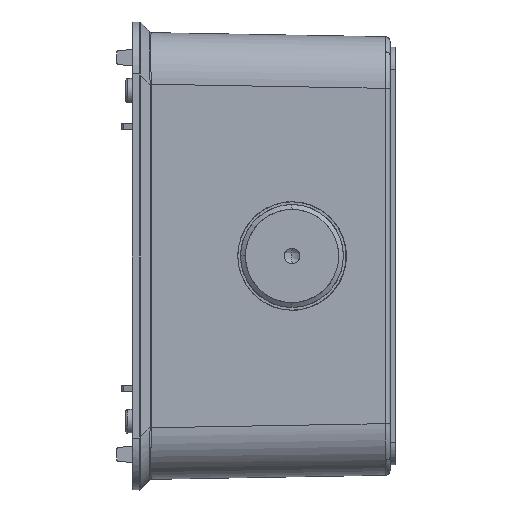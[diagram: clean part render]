
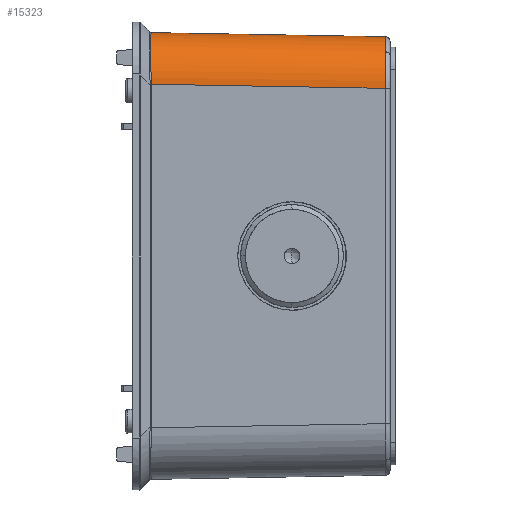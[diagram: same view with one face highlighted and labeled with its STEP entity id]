
A CAD part, left-side view. The second image highlights one B-rep face of the part: STEP entity #15323.
In plain terms, the highlighted cylindrical face has radius 10 mm (diameter 20 mm), a partial arc.
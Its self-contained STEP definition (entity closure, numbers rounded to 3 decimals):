
#385 = CARTESIAN_POINT ( 'NONE',  ( -53.018, 0.978, 42.205 ) ) ;
#573 = CARTESIAN_POINT ( 'NONE',  ( -59.648, 46.37, 38.467 ) ) ;
#826 = CARTESIAN_POINT ( 'NONE',  ( -57.637, 46.372, 40.88 ) ) ;
#1083 = CARTESIAN_POINT ( 'NONE',  ( -60.32, 46.365, 37.127 ) ) ;
#1114 = DIRECTION ( 'NONE',  ( -0.017, 1., 0.017 ) ) ;
#3205 = B_SPLINE_CURVE_WITH_KNOTS ( 'NONE', 3,
 ( #17356, #8844, #41081, #37348, #46127, #25866, #24820, #17085, #4837, #33617, #25343, #37101, #45616, #4577, #5351, #21873, #21338, #826, #12831, #9347, #573, #20831, #42134, #16837, #50120, #41862, #29082, #33351, #33095, #9097, #1083, #49334, #45347, #21090, #49867, #25088 ),
 .UNSPECIFIED., .F., .F.,
 ( 4, 2, 2, 2, 1, 1, 1, 2, 2, 2, 2, 2, 2, 2, 1, 1, 1, 2, 2, 2, 4 ),
 ( 0., 0.125, 0.188, 0.219, 0.234, 0.242, 0.246, 0.248, 0.25, 0.375, 0.5, 0.625, 0.688, 0.719, 0.734, 0.742, 0.746, 0.748, 0.75, 0.875, 1. ),
 .UNSPECIFIED. ) ;
#4496 = CARTESIAN_POINT ( 'NONE',  ( -57.366, 0.975, 39.566 ) ) ;
#4577 = CARTESIAN_POINT ( 'NONE',  ( -54.908, 46.365, 42.528 ) ) ;
#4651 = CARTESIAN_POINT ( 'NONE',  ( -60.005, 0.978, 35.218 ) ) ;
#4837 = CARTESIAN_POINT ( 'NONE',  ( -54.632, 46.363, 42.638 ) ) ;
#4909 = CARTESIAN_POINT ( 'NONE',  ( -58.978, 0.976, 37.625 ) ) ;
#5351 = CARTESIAN_POINT ( 'NONE',  ( -55.444, 46.368, 42.306 ) ) ;
#6378 = ORIENTED_EDGE ( 'NONE', *, *, #33197, .T. ) ;
#7869 = CARTESIAN_POINT ( 'NONE',  ( -60.294, 0.983, 32.496 ) ) ;
#8844 = CARTESIAN_POINT ( 'NONE',  ( -51.694, 46.326, 43.286 ) ) ;
#9097 = CARTESIAN_POINT ( 'NONE',  ( -60.318, 46.365, 37.133 ) ) ;
#9347 = CARTESIAN_POINT ( 'NONE',  ( -59.113, 46.372, 39.289 ) ) ;
#9406 = LINE ( 'NONE', #21402, #10245 ) ;
#10145 = CARTESIAN_POINT ( 'NONE',  ( -50.296, 0.983, 42.494 ) ) ;
#10245 = VECTOR ( 'NONE', #41144, 1000. ) ;
#11864 = CARTESIAN_POINT ( 'NONE',  ( -58.241, 0.975, 38.691 ) ) ;
#12116 = VERTEX_POINT ( 'NONE', #10145 ) ;
#12353 = FACE_OUTER_BOUND ( 'NONE', #28408, .T. ) ;
#12831 = CARTESIAN_POINT ( 'NONE',  ( -58.679, 46.372, 39.838 ) ) ;
#14043 = VERTEX_POINT ( 'NONE', #7869 ) ;
#15323 = ADVANCED_FACE ( 'NONE', ( #12353 ), #45116, .T. ) ;
#15527 = ORIENTED_EDGE ( 'NONE', *, *, #46887, .T. ) ;
#15873 = VERTEX_POINT ( 'NONE', #50025 ) ;
#16112 = CARTESIAN_POINT ( 'NONE',  ( -60.294, 0.98, 33.877 ) ) ;
#16375 = CARTESIAN_POINT ( 'NONE',  ( -56.491, 0.975, 40.441 ) ) ;
#16837 = CARTESIAN_POINT ( 'NONE',  ( -60.086, 46.368, 37.65 ) ) ;
#17085 = CARTESIAN_POINT ( 'NONE',  ( -54.51, 46.362, 42.683 ) ) ;
#17356 = CARTESIAN_POINT ( 'NONE',  ( -51.087, 46.311, 43.286 ) ) ;
#17478 = VERTEX_POINT ( 'NONE', #4496 ) ;
#17525 = VECTOR ( 'NONE', #22836, 1000. ) ;
#20831 = CARTESIAN_POINT ( 'NONE',  ( -59.807, 46.37, 38.193 ) ) ;
#21090 = CARTESIAN_POINT ( 'NONE',  ( -61.031, 46.337, 34.526 ) ) ;
#21160 = CARTESIAN_POINT ( 'NONE',  ( -51.677, 0.98, 42.494 ) ) ;
#21338 = CARTESIAN_POINT ( 'NONE',  ( -57.088, 46.372, 41.313 ) ) ;
#21402 = CARTESIAN_POINT ( 'NONE',  ( -61.126, 48.61, 33.327 ) ) ;
#21873 = CARTESIAN_POINT ( 'NONE',  ( -55.992, 46.37, 42.026 ) ) ;
#22836 = DIRECTION ( 'NONE',  ( -0.017, 1., 0.017 ) ) ;
#23284 = EDGE_CURVE ( 'NONE', #47546, #14043, #9406, .T. ) ;
#24087 = ORIENTED_EDGE ( 'NONE', *, *, #41075, .T. ) ;
#24820 = CARTESIAN_POINT ( 'NONE',  ( -54.266, 46.36, 42.77 ) ) ;
#24846 = CARTESIAN_POINT ( 'NONE',  ( -51.127, 48.785, 33.327 ) ) ;
#25088 = CARTESIAN_POINT ( 'NONE',  ( -61.086, 46.311, 33.287 ) ) ;
#25115 = DIRECTION ( 'NONE',  ( 0., -0.017, 1. ) ) ;
#25343 = CARTESIAN_POINT ( 'NONE',  ( -54.845, 46.364, 42.554 ) ) ;
#25866 = CARTESIAN_POINT ( 'NONE',  ( -54.103, 46.359, 42.823 ) ) ;
#28038 = AXIS2_PLACEMENT_3D ( 'NONE', #24846, #1114, #25115 ) ;
#28408 = EDGE_LOOP ( 'NONE', ( #15527, #24087, #38988, #49974, #6378 ) ) ;
#29082 = CARTESIAN_POINT ( 'NONE',  ( -60.276, 46.365, 37.232 ) ) ;
#30042 = CARTESIAN_POINT ( 'NONE',  ( -51.127, 48.61, 43.326 ) ) ;
#32639 = CARTESIAN_POINT ( 'NONE',  ( -55.425, 0.976, 41.178 ) ) ;
#32905 = CARTESIAN_POINT ( 'NONE',  ( -50.296, 0.983, 42.494 ) ) ;
#33071 = B_SPLINE_CURVE_WITH_KNOTS ( 'NONE', 3,
 ( #36630, #16375, #32639, #385, #21160, #32905 ),
 .UNSPECIFIED., .F., .F.,
 ( 4, 2, 4 ),
 ( 0., 0.5, 1. ),
 .UNSPECIFIED. ) ;
#33090 = EDGE_CURVE ( 'NONE', #14043, #17478, #40705, .T. ) ;
#33095 = CARTESIAN_POINT ( 'NONE',  ( -60.311, 46.365, 37.15 ) ) ;
#33197 = EDGE_CURVE ( 'NONE', #17478, #12116, #33071, .T. ) ;
#33351 = CARTESIAN_POINT ( 'NONE',  ( -60.3, 46.365, 37.175 ) ) ;
#33617 = CARTESIAN_POINT ( 'NONE',  ( -54.774, 46.364, 42.583 ) ) ;
#34181 = CARTESIAN_POINT ( 'NONE',  ( -61.086, 46.311, 33.287 ) ) ;
#34845 = LINE ( 'NONE', #30042, #17525 ) ;
#36630 = CARTESIAN_POINT ( 'NONE',  ( -57.366, 0.975, 39.566 ) ) ;
#37101 = CARTESIAN_POINT ( 'NONE',  ( -54.876, 46.365, 42.542 ) ) ;
#37348 = CARTESIAN_POINT ( 'NONE',  ( -53.29, 46.35, 43.046 ) ) ;
#38988 = ORIENTED_EDGE ( 'NONE', *, *, #23284, .T. ) ;
#40705 = B_SPLINE_CURVE_WITH_KNOTS ( 'NONE', 3,
 ( #44381, #16112, #4651, #4909, #11864, #41417 ),
 .UNSPECIFIED., .F., .F.,
 ( 4, 2, 4 ),
 ( 0., 0.5, 1. ),
 .UNSPECIFIED. ) ;
#41075 = EDGE_CURVE ( 'NONE', #15873, #47546, #3205, .T. ) ;
#41081 = CARTESIAN_POINT ( 'NONE',  ( -52.325, 46.337, 43.231 ) ) ;
#41144 = DIRECTION ( 'NONE',  ( 0.017, -1., -0.017 ) ) ;
#41417 = CARTESIAN_POINT ( 'NONE',  ( -57.366, 0.975, 39.566 ) ) ;
#41862 = CARTESIAN_POINT ( 'NONE',  ( -60.226, 46.366, 37.349 ) ) ;
#42134 = CARTESIAN_POINT ( 'NONE',  ( -60.02, 46.368, 37.785 ) ) ;
#44381 = CARTESIAN_POINT ( 'NONE',  ( -60.294, 0.983, 32.496 ) ) ;
#45116 = CYLINDRICAL_SURFACE ( 'NONE', #28038, 10. ) ;
#45347 = CARTESIAN_POINT ( 'NONE',  ( -60.785, 46.355, 35.812 ) ) ;
#45616 = CARTESIAN_POINT ( 'NONE',  ( -54.896, 46.365, 42.533 ) ) ;
#46127 = CARTESIAN_POINT ( 'NONE',  ( -53.615, 46.354, 42.968 ) ) ;
#46887 = EDGE_CURVE ( 'NONE', #12116, #15873, #34845, .T. ) ;
#47546 = VERTEX_POINT ( 'NONE', #34181 ) ;
#49334 = CARTESIAN_POINT ( 'NONE',  ( -60.594, 46.361, 36.467 ) ) ;
#49867 = CARTESIAN_POINT ( 'NONE',  ( -61.086, 46.326, 33.894 ) ) ;
#49974 = ORIENTED_EDGE ( 'NONE', *, *, #33090, .T. ) ;
#50025 = CARTESIAN_POINT ( 'NONE',  ( -51.087, 46.311, 43.286 ) ) ;
#50120 = CARTESIAN_POINT ( 'NONE',  ( -60.18, 46.367, 37.449 ) ) ;
